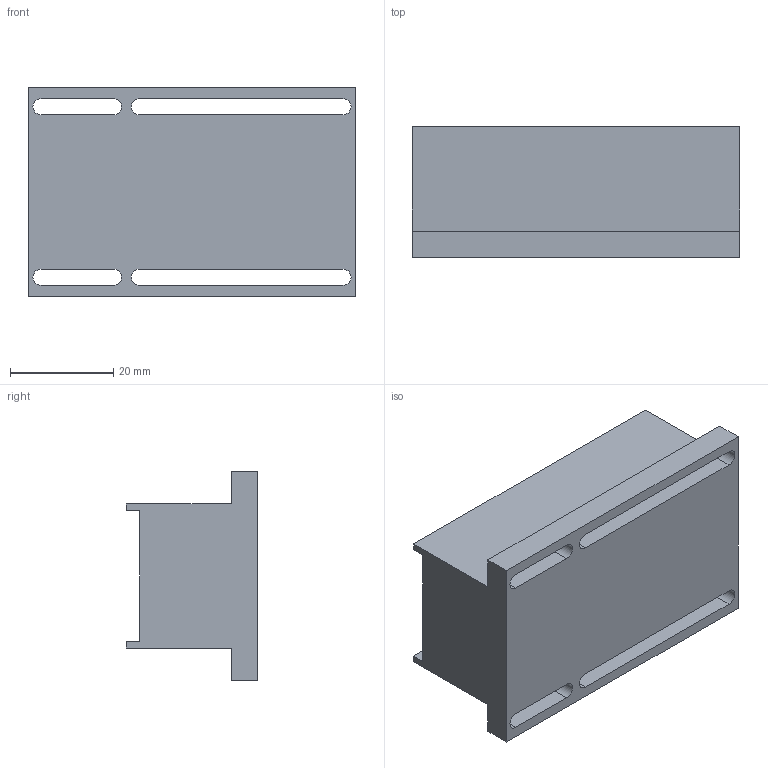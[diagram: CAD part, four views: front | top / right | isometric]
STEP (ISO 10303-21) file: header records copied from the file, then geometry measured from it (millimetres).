
FILE_DESCRIPTION (( 'STEP AP214' ), '1' );
FILE_NAME ('stamp.STEP', '2021-06-18T20:46:09', ( '' ), ( '' ), 'SwSTEP 2.0', 'SolidWorks 2017', '' );
FILE_SCHEMA (( 'AUTOMOTIVE_DESIGN' ));
Length unit declared in the file: inch
Products named in the file (1): stamp
Bounding box: 63.5 x 25.4 x 40.64 mm (x, y, z)
Volume: 41325.9 mm3; surface area: 11458.5 mm2
Topology: 1 solids, 1 shells, 45 faces, 118 edges, 77 vertices
Faces by surface type: plane 25, cylinder 16, cone 4
Entity records: 1476 total; most frequent: CARTESIAN_POINT 283, DIRECTION 240, ORIENTED_EDGE 232, EDGE_CURVE 116, LINE 80, AXIS2_PLACEMENT_3D 80, VECTOR 80, VERTEX_POINT 77
